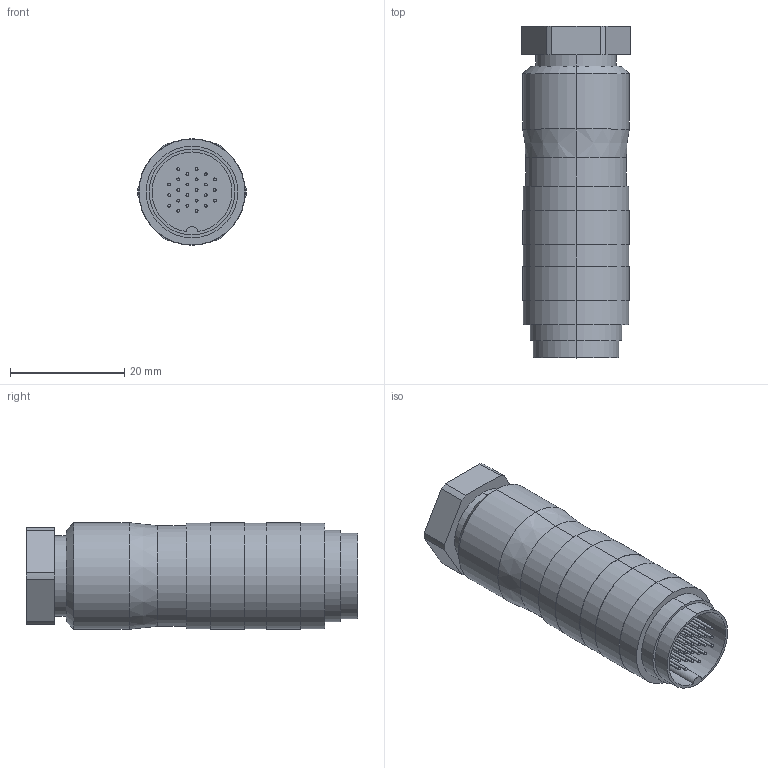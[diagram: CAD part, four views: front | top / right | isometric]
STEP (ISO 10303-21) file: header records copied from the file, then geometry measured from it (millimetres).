
FILE_DESCRIPTION((''),'2;1');
FILE_NAME('99-5695-00-24.stp','2005-04-22T10:06:30',('generator'),(''),'Autodesk Inventor 7','Autodesk Inventor 7','');
FILE_SCHEMA(('AUTOMOTIVE_DESIGN { 1 0 10303 214 1 1 1 1 }'));
Length unit declared in the file: millimetre
Products named in the file (1): 99-5695-00-24
Bounding box: 19 x 58 x 18.6 mm (x, y, z)
Volume: 13101.4 mm3; surface area: 4803.6 mm2
Topology: 1 solids, 1 shells, 128 faces, 361 edges, 222 vertices
Faces by surface type: cylinder 79, sphere 24, plane 19, cone 6
Entity records: 3490 total; most frequent: DIRECTION 685, CARTESIAN_POINT 568, ORIENTED_EDGE 530, AXIS2_PLACEMENT_3D 291, EDGE_CURVE 265, VERTEX_POINT 174, EDGE_LOOP 163, CIRCLE 162
